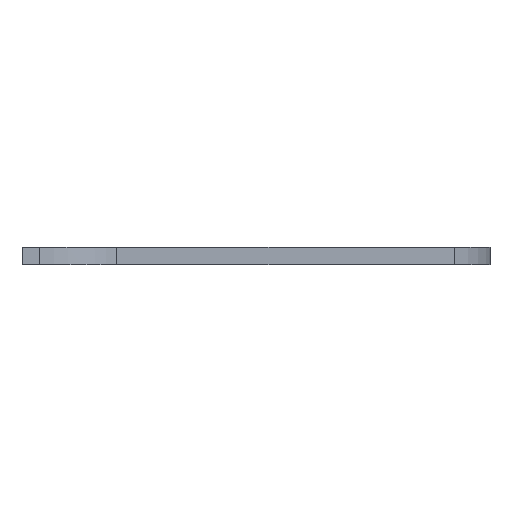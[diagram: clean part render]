
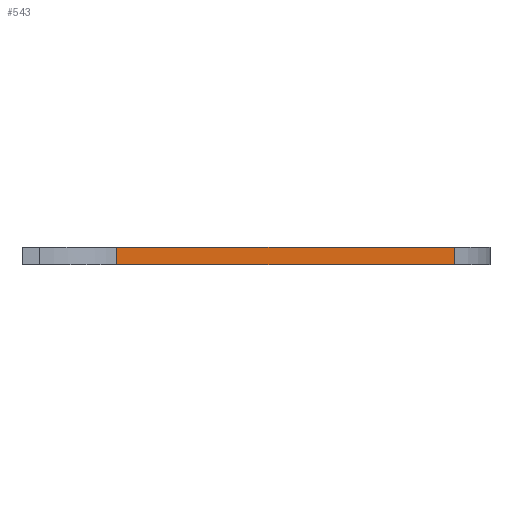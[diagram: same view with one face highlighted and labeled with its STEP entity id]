
A CAD part, left-side view. The second image highlights one B-rep face of the part: STEP entity #543.
In plain terms, the highlighted free-form (B-spline) face has degree [1, 1] with [2, 2] control points.
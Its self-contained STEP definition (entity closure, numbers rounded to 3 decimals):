
#10 = ORIENTED_EDGE ( 'NONE', *, *, #414, .F. ) ;
#25 = VERTEX_POINT ( 'NONE', #155 ) ;
#28 = CARTESIAN_POINT ( 'NONE',  ( 508.623, 210.442, 0. ) ) ;
#31 = B_SPLINE_SURFACE_WITH_KNOTS ( 'NONE', 1, 1, ( 
 ( #364, #549 ),
 ( #161, #89 ) ),
 .UNSPECIFIED., .F., .F., .F.,
 ( 2, 2 ),
 ( 2, 2 ),
 ( 0., 1. ),
 ( 0., 1. ),
 .UNSPECIFIED. ) ;
#32 = B_SPLINE_CURVE_WITH_KNOTS ( 'NONE', 1,
 ( #358, #44 ),
 .UNSPECIFIED., .F., .F.,
 ( 2, 2 ),
 ( 0., 1. ),
 .UNSPECIFIED. ) ;
#38 = CARTESIAN_POINT ( 'NONE',  ( 616.935, 113.008, 0. ) ) ;
#44 = CARTESIAN_POINT ( 'NONE',  ( 616.935, 113.008, 5. ) ) ;
#45 = VERTEX_POINT ( 'NONE', #28 ) ;
#55 = VERTEX_POINT ( 'NONE', #38 ) ;
#60 = EDGE_LOOP ( 'NONE', ( #243, #540, #10, #546 ) ) ;
#89 = CARTESIAN_POINT ( 'NONE',  ( 508.623, 210.442, 5. ) ) ;
#91 = CARTESIAN_POINT ( 'NONE',  ( 508.623, 210.442, 5. ) ) ;
#92 = CARTESIAN_POINT ( 'NONE',  ( 580.831, 145.486, 5. ) ) ;
#115 = CARTESIAN_POINT ( 'NONE',  ( 508.623, 210.442, 5. ) ) ;
#134 = CARTESIAN_POINT ( 'NONE',  ( 544.727, 177.964, 5. ) ) ;
#150 = VERTEX_POINT ( 'NONE', #115 ) ;
#155 = CARTESIAN_POINT ( 'NONE',  ( 616.935, 113.008, 5. ) ) ;
#161 = CARTESIAN_POINT ( 'NONE',  ( 508.623, 210.442, 0. ) ) ;
#165 = FACE_OUTER_BOUND ( 'NONE', #60, .T. ) ;
#170 = B_SPLINE_CURVE_WITH_KNOTS ( 'NONE', 1,
 ( #433, #184 ),
 .UNSPECIFIED., .F., .F.,
 ( 2, 2 ),
 ( -1., 0. ),
 .UNSPECIFIED. ) ;
#184 = CARTESIAN_POINT ( 'NONE',  ( 508.623, 210.442, 5. ) ) ;
#195 = B_SPLINE_CURVE_WITH_KNOTS ( 'NONE', 3,
 ( #91, #134, #92, #261 ),
 .UNSPECIFIED., .F., .F.,
 ( 4, 4 ),
 ( 0., 1. ),
 .UNSPECIFIED. ) ;
#213 = EDGE_CURVE ( 'NONE', #45, #55, #423, .T. ) ;
#233 = EDGE_CURVE ( 'NONE', #150, #25, #195, .T. ) ;
#243 = ORIENTED_EDGE ( 'NONE', *, *, #519, .T. ) ;
#261 = CARTESIAN_POINT ( 'NONE',  ( 616.935, 113.008, 5. ) ) ;
#316 = CARTESIAN_POINT ( 'NONE',  ( 508.623, 210.442, 0. ) ) ;
#358 = CARTESIAN_POINT ( 'NONE',  ( 616.935, 113.008, 0. ) ) ;
#364 = CARTESIAN_POINT ( 'NONE',  ( 616.935, 113.008, 0. ) ) ;
#414 = EDGE_CURVE ( 'NONE', #45, #150, #170, .T. ) ;
#423 = B_SPLINE_CURVE_WITH_KNOTS ( 'NONE', 1,
 ( #316, #464 ),
 .UNSPECIFIED., .F., .F.,
 ( 2, 2 ),
 ( 0., 1. ),
 .UNSPECIFIED. ) ;
#433 = CARTESIAN_POINT ( 'NONE',  ( 508.623, 210.442, 0. ) ) ;
#464 = CARTESIAN_POINT ( 'NONE',  ( 616.935, 113.008, 0. ) ) ;
#519 = EDGE_CURVE ( 'NONE', #55, #25, #32, .T. ) ;
#540 = ORIENTED_EDGE ( 'NONE', *, *, #233, .F. ) ;
#543 = ADVANCED_FACE ( 'NONE', ( #165 ), #31, .F. ) ;
#546 = ORIENTED_EDGE ( 'NONE', *, *, #213, .T. ) ;
#549 = CARTESIAN_POINT ( 'NONE',  ( 616.935, 113.008, 5. ) ) ;
